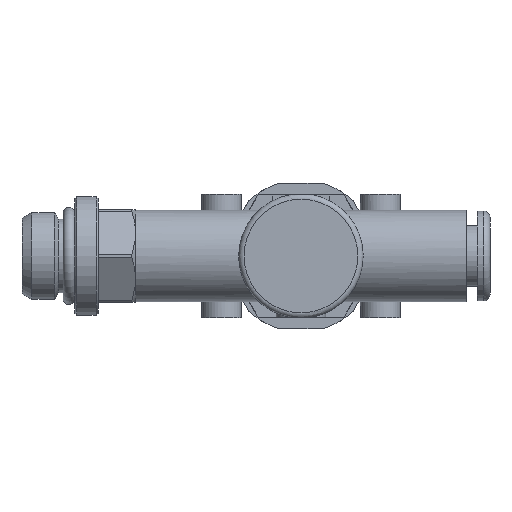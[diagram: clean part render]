
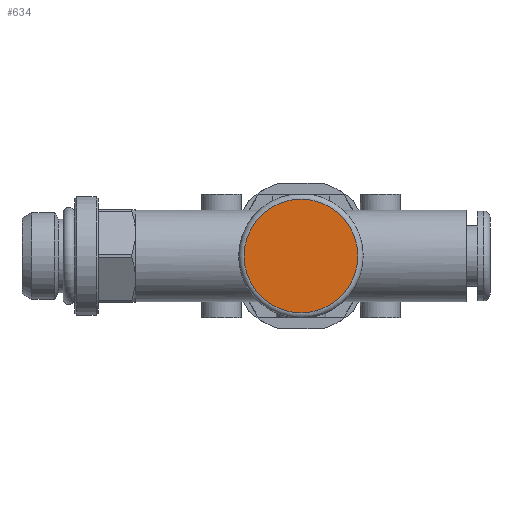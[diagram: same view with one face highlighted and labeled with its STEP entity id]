
A CAD part, front view. The second image highlights one B-rep face of the part: STEP entity #634.
In plain terms, the highlighted planar face has unit normal (0, -1, 0).
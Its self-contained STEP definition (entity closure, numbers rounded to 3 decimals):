
#634 = ADVANCED_FACE( '', ( #1332 ), #1333, .F. );
#1332 = FACE_OUTER_BOUND( '', #2070, .T. );
#1333 = PLANE( '', #2071 );
#2070 = EDGE_LOOP( '', ( #3519 ) );
#2071 = AXIS2_PLACEMENT_3D( '', #3520, #3521, #3522 );
#3519 = ORIENTED_EDGE( '', *, *, #4354, .T. );
#3520 = CARTESIAN_POINT( '', ( 8.6, -9.1, 0. ) );
#3521 = DIRECTION( '', ( 0., 1., 0. ) );
#3522 = DIRECTION( '', ( 0., 0., 1. ) );
#4354 = EDGE_CURVE( '', #5253, #5253, #5254, .T. );
#5253 = VERTEX_POINT( '', #6868 );
#5254 = CIRCLE( '', #6869, 8.6 );
#6868 = CARTESIAN_POINT( '', ( 0., -9.1, -8.6 ) );
#6869 = AXIS2_PLACEMENT_3D( '', #8098, #8099, #8100 );
#8098 = CARTESIAN_POINT( '', ( 0., -9.1, 0. ) );
#8099 = DIRECTION( '', ( 0., -1., 0. ) );
#8100 = DIRECTION( '', ( 0., 0., -1. ) );
